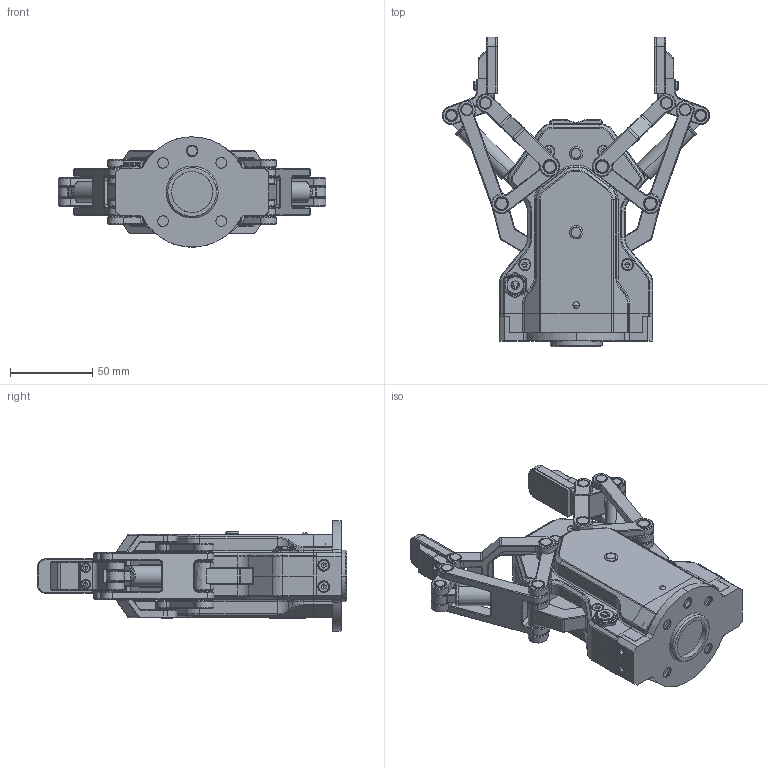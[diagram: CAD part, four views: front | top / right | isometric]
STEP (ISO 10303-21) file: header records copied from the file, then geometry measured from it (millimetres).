
FILE_DESCRIPTION (( 'STEP AP214' ), '1' );
FILE_NAME ('EAG2-48160.STEP', '2023-02-24T09:22:11', ( '' ), ( '' ), 'SwSTEP 2.0', 'SolidWorks 2021', '' );
FILE_SCHEMA (( 'AUTOMOTIVE_DESIGN' ));
Length unit declared in the file: millimetre
Products named in the file (15): Finger_mechanism1^EAG2-48160(2)_EAG2-48160; Finger_base^EAG2-48160(2)_EAG2-48160; Finger_Mechanism5^EAG2-48160(2)_EAG2-48160; Finger_Mechanism2^EAG2-48160(2)_EAG2-48160; Finger_Mechanism4^EAG2-48160(2)_EAG2-48160; Screw1^EAG2-48160(2)_EAG2-48160; Housing^EAG2-48160(2)_EAG2-48160; Piston^EAG2-48160(2)_EAG2-48160; EAG2-48160; EAG2-48160^EAG2-48160; Screw^EAG2-48160(2)_EAG2-48160; Finger^EAG2-48160(2)_EAG2-48160; Flange^EAG2-48160(2)_EAG2-48160; Finger_Mechanism3^EAG2-48160(2)_EAG2-48160; Shaft^EAG2-48160(2)_EAG2-48160
Assembly tree (30 placements, depth 3):
  EAG2-48160
    EAG2-48160^EAG2-48160
      Flange^EAG2-48160(2)_EAG2-48160
      Finger_mechanism1^EAG2-48160(2)_EAG2-48160
      Finger_Mechanism2^EAG2-48160(2)_EAG2-48160  x2
      Finger_Mechanism3^EAG2-48160(2)_EAG2-48160  x2
      Finger_Mechanism4^EAG2-48160(2)_EAG2-48160  x2
      Finger_Mechanism5^EAG2-48160(2)_EAG2-48160  x2
      Piston^EAG2-48160(2)_EAG2-48160  x2
      Finger^EAG2-48160(2)_EAG2-48160  x2
      Housing^EAG2-48160(2)_EAG2-48160
      Finger_base^EAG2-48160(2)_EAG2-48160  x2
      Screw^EAG2-48160(2)_EAG2-48160  x4
      Screw1^EAG2-48160(2)_EAG2-48160  x4
      Shaft^EAG2-48160(2)_EAG2-48160  x4
Bounding box: 162.35 x 188.04 x 66.97 mm (x, y, z)
Volume: 132458.7 mm3; surface area: 124954.4 mm2
Topology: 30 solids, 44 shells, 2746 faces, 6424 edges, 3813 vertices
Faces by surface type: bspline 2737, plane 5, cylinder 4
Entity records: 70237 total; most frequent: CARTESIAN_POINT 42892, ORIENTED_EDGE 9044, EDGE_CURVE 4538, B_SPLINE_CURVE_WITH_KNOTS 3171, VERTEX_POINT 2718, EDGE_LOOP 2112, ADVANCED_FACE 1944, FACE_OUTER_BOUND 1943
